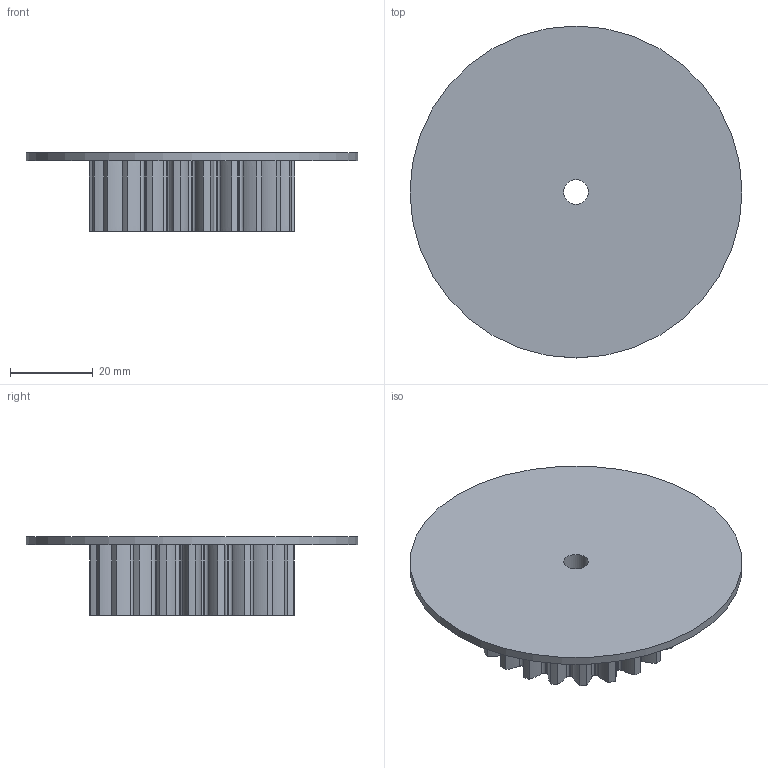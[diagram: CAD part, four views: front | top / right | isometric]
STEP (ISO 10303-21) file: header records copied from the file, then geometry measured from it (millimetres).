
FILE_DESCRIPTION(('STEP AP242'), '1');
FILE_NAME('櫻蠉錪', '', ('UNSPECIFIED'), ('UNSPECIFIED'), 'C3D Converter', 'C3D Toolkit', '');
FILE_SCHEMA(('AP242_MANAGED_MODEL_BASED_3D_ENGINEERING_MIM_LF { 1 0 10303 442 1 1 4 }'));
Length unit declared in the file: millimetre
Products named in the file (1): -04
Bounding box: 80 x 80 x 19 mm (x, y, z)
Volume: 36888.4 mm3; surface area: 15447.9 mm2
Topology: 1 solids, 1 shells, 147 faces, 417 edges, 278 vertices
Faces by surface type: extrusion 88, cylinder 51, plane 8
Full cylindrical faces by diameter (mm): 4.5 x4, 5.971 x1, 23.4 x1, 80 x1
Entity records: 12086 total; most frequent: CARTESIAN_POINT 8492, ORIENTED_EDGE 820, DIRECTION 544, EDGE_CURVE 410, VERTEX_POINT 278, B_SPLINE_CURVE_WITH_KNOTS 264, VECTOR 220, AXIS2_PLACEMENT_3D 162
